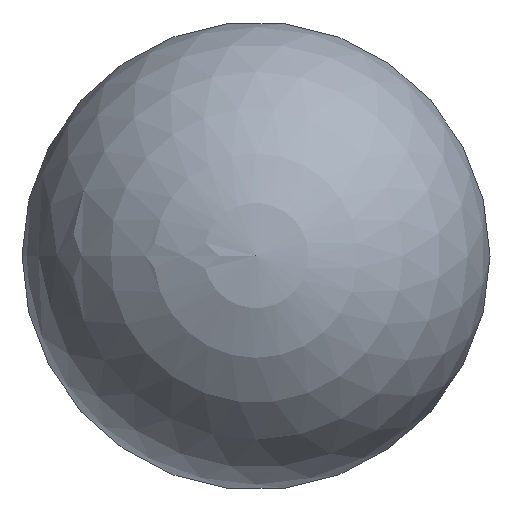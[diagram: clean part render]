
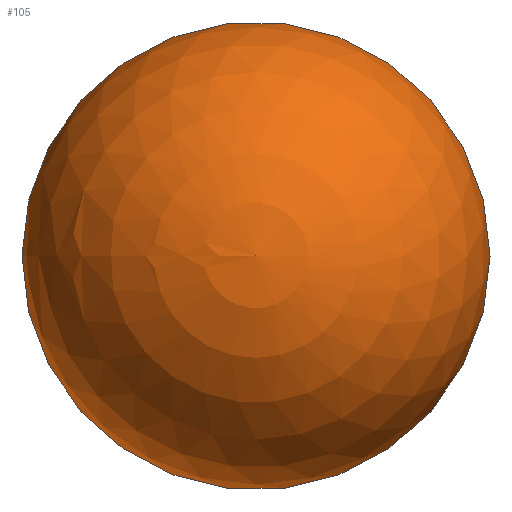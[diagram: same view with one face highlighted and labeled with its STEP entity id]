
A CAD part, top view. The second image highlights one B-rep face of the part: STEP entity #105.
In plain terms, the highlighted spherical face has radius 25 mm.
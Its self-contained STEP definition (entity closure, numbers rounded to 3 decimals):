
#20=SPHERICAL_SURFACE('',#129,25.);
#42=ORIENTED_EDGE('',*,*,#54,.T.);
#54=EDGE_CURVE('',#64,#64,#72,.T.);
#64=VERTEX_POINT('',#168);
#72=CIRCLE('',#124,5.);
#82=EDGE_LOOP('',(#42));
#94=FACE_BOUND('',#82,.T.);
#105=ADVANCED_FACE('',(#94),#20,.T.);
#124=AXIS2_PLACEMENT_3D('',#167,#139,#140);
#129=AXIS2_PLACEMENT_3D('',#200,#151,#152);
#139=DIRECTION('',(0.,0.,1.));
#140=DIRECTION('',(1.,0.,0.));
#151=DIRECTION('',(0.,0.,1.));
#152=DIRECTION('',(-1.,0.,0.));
#167=CARTESIAN_POINT('',(0.,0.,175.505));
#168=CARTESIAN_POINT('',(5.,0.,175.505));
#200=CARTESIAN_POINT('',(0.,0.,200.));
